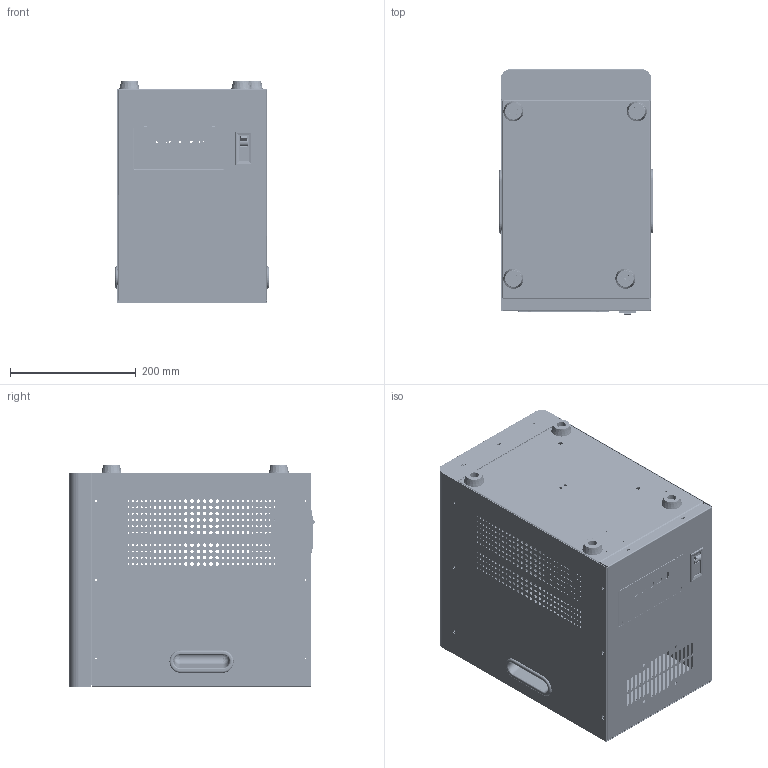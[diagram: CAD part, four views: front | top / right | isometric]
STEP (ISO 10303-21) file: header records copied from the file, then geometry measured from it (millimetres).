
FILE_DESCRIPTION (( 'STEP AP214' ), '1' );
FILE_NAME ('TND-7~10kVA总装2025.STEP', '2025-04-29T08:19:33', ( '万丰电脑' ), ( '电话：0577-62733550' ), 'SwSTEP 2.0', 'SolidWorks 2020', '' );
FILE_SCHEMA (( 'AUTOMOTIVE_DESIGN' ));
Length unit declared in the file: millimetre
Products named in the file (12): TND-7~10kVA綴裔啣; TND-7~10KVA醱啣2025; TND-7~10KVA裔赽; TND7~10K傷赽; TND-7~10kVA軞蚾2025; 剿繚ん盓殤2; DZ47等薊諾羲; 酗埴倛枑忒諶-; TND-7~10kVAR褒綴啣; 杅珆萇揤桶2025; DIBANTND-7~10kVA菁啣; TND7~10K砎々褐
Assembly tree (15 placements, depth 2):
  TND-7~10kVA軞蚾2025
    TND-7~10KVA裔赽
    TND-7~10KVA醱啣2025
    TND-7~10kVAR褒綴啣
    DIBANTND-7~10kVA菁啣
    TND-7~10kVA綴裔啣
    TND7~10K傷赽
    剿繚ん盓殤2
    DZ47等薊諾羲
    酗埴倛枑忒諶-  x2
    TND7~10K砎々褐  x4
    杅珆萇揤桶2025
Bounding box: 245 x 392.14 x 352 mm (x, y, z)
Volume: 826809.7 mm3; surface area: 1384697.4 mm2
Topology: 16 solids, 18 shells, 2802 faces, 7827 edges, 5116 vertices
Faces by surface type: cylinder 1994, plane 698, torus 76, bspline 18, sphere 8, cone 8
Entity records: 114338 total; most frequent: DIRECTION 16928, CARTESIAN_POINT 16695, ORIENTED_EDGE 15274, EDGE_CURVE 7637, AXIS2_PLACEMENT_3D 6681, VERTEX_POINT 5003, EDGE_LOOP 4462, CIRCLE 3958
